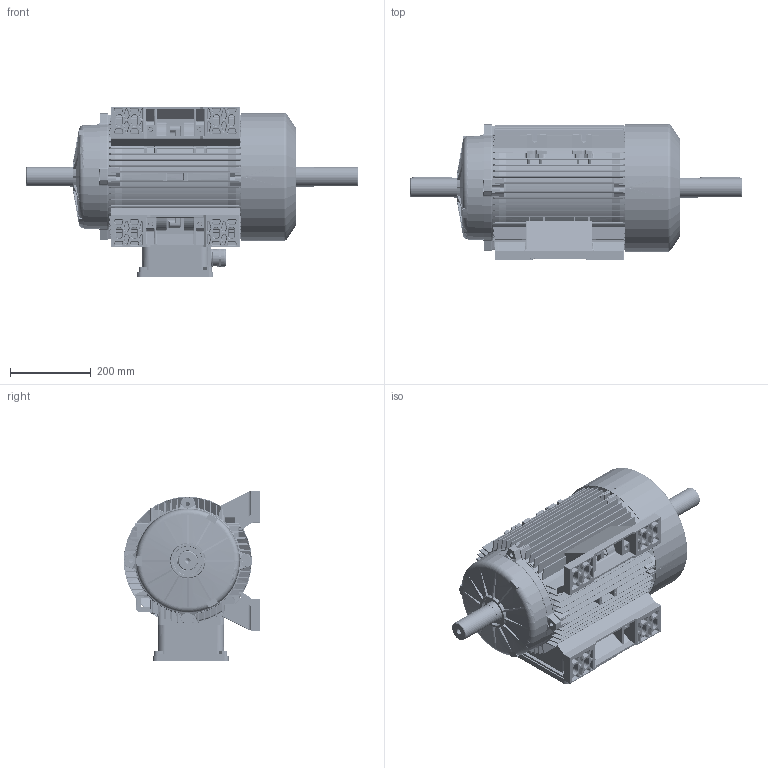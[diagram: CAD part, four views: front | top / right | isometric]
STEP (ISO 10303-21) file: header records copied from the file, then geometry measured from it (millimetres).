
FILE_DESCRIPTION (( 'STEP AP214' ), '1' );
FILE_NAME ('CA180MLT-B3-IC411-2-4-6-8 POLES-TB LEFT-DOUBLE SHAFT.STEP', '2024-09-23T07:53:34', ( '' ), ( '' ), 'SwSTEP 2.0', 'SolidWorks 2024', '' );
FILE_SCHEMA (( 'AUTOMOTIVE_DESIGN' ));
Length unit declared in the file: millimetre
Products named in the file (18): Copriventola 160; Guarnizione carcassa-scatola 160-200T; PRESSACAVO M40; Radial Ball Bearing_68_SKF_SKF - 6309 - 10,DE,AC,10_68; Scatola morsetti 160-200T; parallel_din_Parallel key A14 x 9 x 100 DIN 6885; Scudo alluminio C180T diam.110; Coperchio scatola morsetti 160-200T; Albero serie 180MLT autovent.; Tappo M40; Scudo C160 alluminio; Guarnizione scatola-coperchio 160-200T; CA180MLT-B3-IC411-2-4-6-8 POLES-TB LEFT-DOUBLE SHAFT; Piede 180T; Ventola 160-7Pale-4Poli; Gruppo Coprimorsettiera 160; Carcassa 160L-180MT_LT-B3-B5; Radial Ball Bearing_68_SKF_SKF - 6310 - 10,DE,AC,10_68
Assembly tree (20 placements, depth 3):
  CA180MLT-B3-IC411-2-4-6-8 POLES-TB LEFT-DOUBLE SHAFT
    Albero serie 180MLT autovent.  x2
    Radial Ball Bearing_68_SKF_SKF - 6310 - 10,DE,AC,10_68
    Radial Ball Bearing_68_SKF_SKF - 6309 - 10,DE,AC,10_68
    Scudo alluminio C180T diam.110
    Scudo C160 alluminio
    parallel_din_Parallel key A14 x 9 x 100 DIN 6885  x2
    Piede 180T  x2
    Ventola 160-7Pale-4Poli
    Copriventola 160
    Carcassa 160L-180MT_LT-B3-B5
    Gruppo Coprimorsettiera 160
      Guarnizione carcassa-scatola 160-200T
      Scatola morsetti 160-200T
      Guarnizione scatola-coperchio 160-200T
      Tappo M40
      PRESSACAVO M40
      Coperchio scatola morsetti 160-200T
Bounding box: 824 x 339 x 424.25 mm (x, y, z)
Volume: 10269481.7 mm3; surface area: 3299927.6 mm2
Topology: 19 solids, 20 shells, 8474 faces, 22749 edges, 14290 vertices
Faces by surface type: plane 3543, cylinder 2168, torus 1205, cone 1007, bspline 303, sphere 248
Entity records: 268485 total; most frequent: CARTESIAN_POINT 81064, ORIENTED_EDGE 40856, DIRECTION 36975, EDGE_CURVE 20428, AXIS2_PLACEMENT_3D 13144, VERTEX_POINT 12993, VECTOR 10687, LINE 10687
